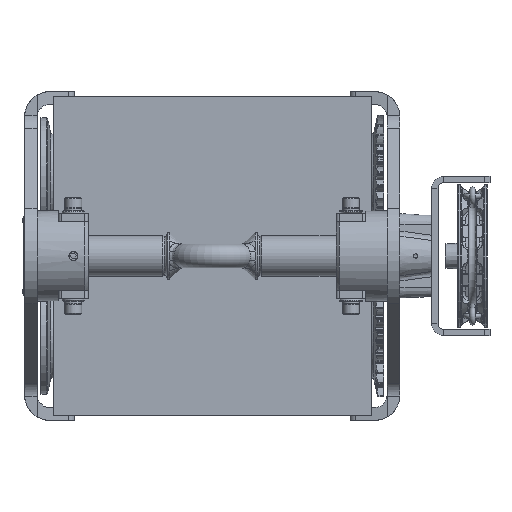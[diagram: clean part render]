
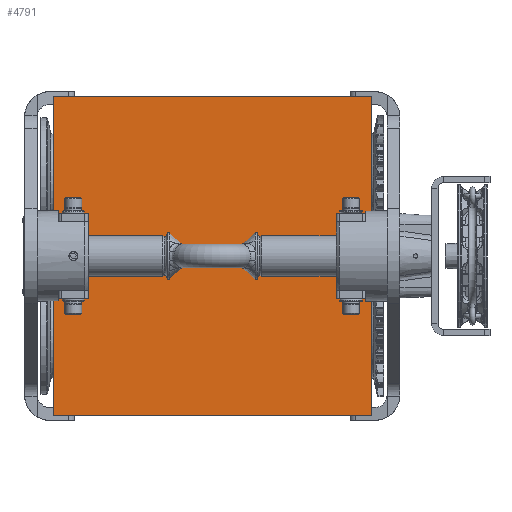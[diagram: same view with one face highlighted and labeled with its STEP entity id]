
A CAD part, front view. The second image highlights one B-rep face of the part: STEP entity #4791.
In plain terms, the highlighted planar face has unit normal (0, -1, 0).
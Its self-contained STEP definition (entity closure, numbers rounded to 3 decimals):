
#521 = DIRECTION ( 'NONE',  ( 1., 0., 0. ) ) ;
#716 = CARTESIAN_POINT ( 'NONE',  ( -150., -150., -150. ) ) ;
#1611 = ORIENTED_EDGE ( 'NONE', *, *, #45542, .T. ) ;
#1731 = EDGE_LOOP ( 'NONE', ( #29464, #56139, #39224, #1611 ) ) ;
#2761 = VERTEX_POINT ( 'NONE', #44607 ) ;
#3558 = CARTESIAN_POINT ( 'NONE',  ( -150., -150., 150. ) ) ;
#4478 = DIRECTION ( 'NONE',  ( 0., 0., 1. ) ) ;
#4791 = ADVANCED_FACE ( 'NONE', ( #28254 ), #9630, .T. ) ;
#9630 = PLANE ( 'NONE',  #55272 ) ;
#10735 = DIRECTION ( 'NONE',  ( 1., 0., 0. ) ) ;
#11208 = VECTOR ( 'NONE', #31896, 1000. ) ;
#17239 = CARTESIAN_POINT ( 'NONE',  ( 150., -150., -150. ) ) ;
#22129 = VECTOR ( 'NONE', #38074, 1000. ) ;
#22858 = VECTOR ( 'NONE', #10735, 1000. ) ;
#23034 = LINE ( 'NONE', #47726, #38701 ) ;
#24870 = LINE ( 'NONE', #46401, #22129 ) ;
#25332 = EDGE_CURVE ( 'NONE', #33422, #55122, #48569, .T. ) ;
#28254 = FACE_OUTER_BOUND ( 'NONE', #1731, .T. ) ;
#29464 = ORIENTED_EDGE ( 'NONE', *, *, #53089, .F. ) ;
#31896 = DIRECTION ( 'NONE',  ( 1., 0., 0. ) ) ;
#33422 = VERTEX_POINT ( 'NONE', #37932 ) ;
#36525 = CARTESIAN_POINT ( 'NONE',  ( -150., -150., 150. ) ) ;
#37932 = CARTESIAN_POINT ( 'NONE',  ( -150., -150., -150. ) ) ;
#38074 = DIRECTION ( 'NONE',  ( 0., 0., 1. ) ) ;
#38539 = LINE ( 'NONE', #36525, #22858 ) ;
#38701 = VECTOR ( 'NONE', #4478, 1000. ) ;
#39224 = ORIENTED_EDGE ( 'NONE', *, *, #25332, .T. ) ;
#39954 = DIRECTION ( 'NONE',  ( 0., -1., 0. ) ) ;
#40395 = CARTESIAN_POINT ( 'NONE',  ( -150., -150., -150. ) ) ;
#44607 = CARTESIAN_POINT ( 'NONE',  ( 150., -150., 150. ) ) ;
#45542 = EDGE_CURVE ( 'NONE', #55122, #2761, #23034, .T. ) ;
#46401 = CARTESIAN_POINT ( 'NONE',  ( -150., -150., -150. ) ) ;
#47726 = CARTESIAN_POINT ( 'NONE',  ( 150., -150., -150. ) ) ;
#48569 = LINE ( 'NONE', #40395, #11208 ) ;
#50319 = EDGE_CURVE ( 'NONE', #33422, #51271, #24870, .T. ) ;
#51271 = VERTEX_POINT ( 'NONE', #3558 ) ;
#53089 = EDGE_CURVE ( 'NONE', #51271, #2761, #38539, .T. ) ;
#55122 = VERTEX_POINT ( 'NONE', #17239 ) ;
#55272 = AXIS2_PLACEMENT_3D ( 'NONE', #716, #39954, #521 ) ;
#56139 = ORIENTED_EDGE ( 'NONE', *, *, #50319, .F. ) ;
